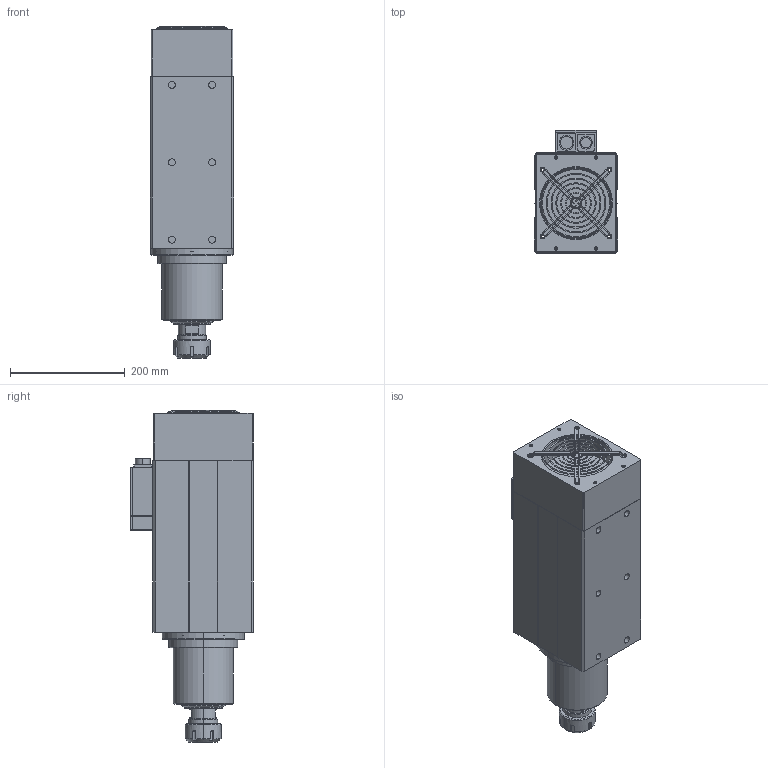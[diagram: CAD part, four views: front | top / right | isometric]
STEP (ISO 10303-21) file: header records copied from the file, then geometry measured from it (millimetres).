
FILE_DESCRIPTION (( 'STEP AP214' ), '1' );
FILE_NAME ('GDF87-18Z-13.STEP', '2021-04-28T02:49:17', ( '萇齟' ), ( '' ), 'SwSTEP 2.0', 'SolidWorks 2018', '' );
FILE_SCHEMA (( 'AUTOMOTIVE_DESIGN' ));
Length unit declared in the file: millimetre
Products named in the file (12): 沺瑞珔SLDPRT; ER40 粟俶芠標; GDF87-18Z-13.4-4P狟諉盄碟; GDF87-18Z-13.4-4P儂褲; GDF87-18Z-13.4-4P儂裔; GDF87-18Z-13.4-4P粣芛; GDF87-18Z-13.4-4P前螺母; ER40蹟簽; GDF87-18Z-13.4-4P前盖; GDF87-18Z-13.4-4P瑞欶; GDF87-18Z-13; GDF87-18Z-13.4-4P奻諉盄碟
Assembly tree (11 placements, depth 2):
  GDF87-18Z-13
    GDF87-18Z-13.4-4P儂褲
    GDF87-18Z-13.4-4P儂裔
    GDF87-18Z-13.4-4P前盖
    GDF87-18Z-13.4-4P前螺母
    GDF87-18Z-13.4-4P粣芛
    GDF87-18Z-13.4-4P狟諉盄碟
    GDF87-18Z-13.4-4P奻諉盄碟
    GDF87-18Z-13.4-4P瑞欶
    沺瑞珔SLDPRT
    ER40 粟俶芠標
    ER40蹟簽
Bounding box: 145 x 214.5 x 579.45 mm (x, y, z)
Volume: 4014778.9 mm3; surface area: 1051156 mm2
Topology: 11 solids, 11 shells, 651 faces, 1667 edges, 1103 vertices
Faces by surface type: cylinder 329, plane 218, cone 60, torus 44
Entity records: 22337 total; most frequent: CARTESIAN_POINT 5270, DIRECTION 3511, ORIENTED_EDGE 3314, EDGE_CURVE 1657, AXIS2_PLACEMENT_3D 1390, VERTEX_POINT 1103, EDGE_LOOP 894, LINE 731
